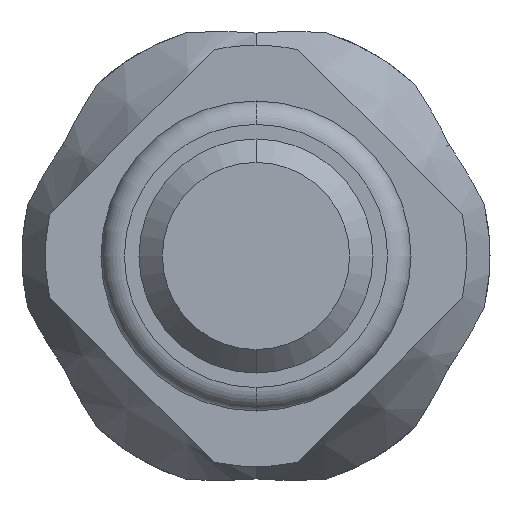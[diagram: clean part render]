
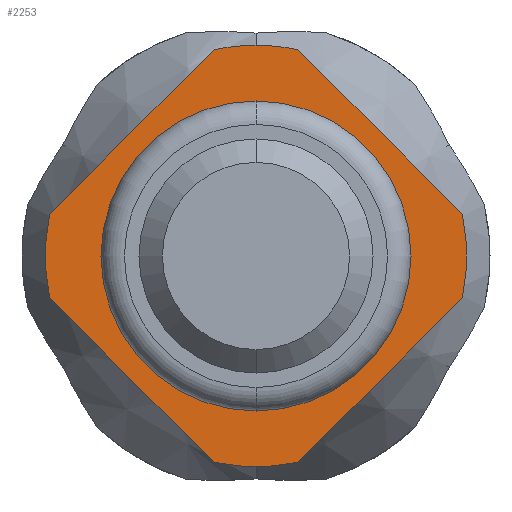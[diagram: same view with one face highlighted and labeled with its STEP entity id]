
A CAD part, front view. The second image highlights one B-rep face of the part: STEP entity #2253.
In plain terms, the highlighted planar face has unit normal (0, -1, 0).
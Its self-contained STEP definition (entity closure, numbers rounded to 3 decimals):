
#95 = CARTESIAN_POINT ( 'NONE',  ( -0.161, -2., -1.961 ) ) ;
#101 = DIRECTION ( 'NONE',  ( 0., 0., 1. ) ) ;
#142 = CIRCLE ( 'NONE', #1169, 1.8 ) ;
#282 = EDGE_CURVE ( 'Defeature ausgef�hrt2_16+Defeature ausgef�hrt2_0+Defeature ausgef�hrt2_4+Defeature ausgef�hrt2_3', #3826, #712, #1357, .T. ) ;
#290 = CARTESIAN_POINT ( 'NONE',  ( 0., -2., 0. ) ) ;
#293 = CARTESIAN_POINT ( 'NONE',  ( 1.764, -2., -0.357 ) ) ;
#379 = EDGE_CURVE ( 'Defeature ausgef�hrt2_18+Defeature ausgef�hrt2_0+Defeature ausgef�hrt2_2+Defeature ausgef�hrt2_1', #1436, #3806, #767, .T. ) ;
#442 = VECTOR ( 'NONE', #640, 1000. ) ;
#503 = VERTEX_POINT ( 'NONE', #1272 ) ;
#569 = DIRECTION ( 'NONE',  ( 0., 1., 0. ) ) ;
#630 = CARTESIAN_POINT ( 'NONE',  ( 0.357, -2., 1.764 ) ) ;
#640 = DIRECTION ( 'NONE',  ( -0.707, 0., -0.707 ) ) ;
#702 = LINE ( 'NONE', #2610, #442 ) ;
#712 = VERTEX_POINT ( 'NONE', #3495 ) ;
#747 = CARTESIAN_POINT ( 'NONE',  ( -0.357, -2., -1.764 ) ) ;
#763 = CARTESIAN_POINT ( 'NONE',  ( 0., -2., 0. ) ) ;
#767 = LINE ( 'NONE', #3729, #1468 ) ;
#773 = FACE_BOUND ( 'NONE', #1083, .T. ) ;
#874 = DIRECTION ( 'NONE',  ( 0., 0., 1. ) ) ;
#891 = DIRECTION ( 'NONE',  ( 0., 1., 0. ) ) ;
#899 = ORIENTED_EDGE ( 'NONE', *, *, #2317, .F. ) ;
#930 = PLANE ( 'NONE',  #2209 ) ;
#967 = DIRECTION ( 'NONE',  ( 0., 0., 1. ) ) ;
#1009 = ORIENTED_EDGE ( 'NONE', *, *, #4949, .F. ) ;
#1039 = FACE_OUTER_BOUND ( 'NONE', #4183, .T. ) ;
#1083 = EDGE_LOOP ( 'NONE', ( #2847, #3005 ) ) ;
#1169 = AXIS2_PLACEMENT_3D ( 'NONE', #290, #1888, #3149 ) ;
#1205 = DIRECTION ( 'NONE',  ( 0., 0., 1. ) ) ;
#1237 = CIRCLE ( 'NONE', #3253, 1.8 ) ;
#1272 = CARTESIAN_POINT ( 'NONE',  ( 0., -2., 1.8 ) ) ;
#1278 = CARTESIAN_POINT ( 'NONE',  ( 0., -2., 0. ) ) ;
#1357 = LINE ( 'NONE', #95, #3991 ) ;
#1436 = VERTEX_POINT ( 'NONE', #630 ) ;
#1468 = VECTOR ( 'NONE', #4570, 1000. ) ;
#1598 = AXIS2_PLACEMENT_3D ( 'NONE', #763, #2838, #1975 ) ;
#1733 = CIRCLE ( 'NONE', #5276, 1.8 ) ;
#1740 = VECTOR ( 'NONE', #4115, 1000. ) ;
#1834 = EDGE_CURVE ( 'Defeature ausgef�hrt2_0+Defeature ausgef�hrt2_12+Defeature ausgef�hrt2_12+Defeature ausgef�hrt2_12', #4330, #4919, #3307, .T. ) ;
#1888 = DIRECTION ( 'NONE',  ( 0., 1., 0. ) ) ;
#1970 = VERTEX_POINT ( 'NONE', #4096 ) ;
#1974 = CARTESIAN_POINT ( 'NONE',  ( 0., -2., 0. ) ) ;
#1975 = DIRECTION ( 'NONE',  ( 0., 0., 1. ) ) ;
#2085 = CARTESIAN_POINT ( 'NONE',  ( 0., -2., -1.325 ) ) ;
#2105 = CIRCLE ( 'NONE', #1598, 1.325 ) ;
#2164 = EDGE_CURVE ( 'Defeature ausgef�hrt2_0+Defeature ausgef�hrt2_12+Defeature ausgef�hrt2_12+Defeature ausgef�hrt2_12', #4919, #4330, #2105, .T. ) ;
#2169 = ORIENTED_EDGE ( 'NONE', *, *, #379, .F. ) ;
#2176 = CARTESIAN_POINT ( 'NONE',  ( 0.357, -2., -1.764 ) ) ;
#2209 = AXIS2_PLACEMENT_3D ( 'NONE', #3679, #891, #101 ) ;
#2224 = ORIENTED_EDGE ( 'NONE', *, *, #3244, .F. ) ;
#2236 = CARTESIAN_POINT ( 'NONE',  ( 0., -2., 0. ) ) ;
#2253 = ADVANCED_FACE ( 'Defeature ausgef�hrt2_0', ( #773, #1039 ), #930, .F. ) ;
#2317 = EDGE_CURVE ( 'Defeature ausgef�hrt2_2+Defeature ausgef�hrt2_0+Defeature ausgef�hrt2_17+Defeature ausgef�hrt2_18', #3048, #503, #4789, .T. ) ;
#2393 = CARTESIAN_POINT ( 'NONE',  ( 1.764, -2., 0.357 ) ) ;
#2509 = ORIENTED_EDGE ( 'NONE', *, *, #4155, .F. ) ;
#2610 = CARTESIAN_POINT ( 'NONE',  ( 1.961, -2., -0.161 ) ) ;
#2677 = AXIS2_PLACEMENT_3D ( 'NONE', #1278, #3333, #874 ) ;
#2746 = CARTESIAN_POINT ( 'NONE',  ( 0., -2., 0. ) ) ;
#2747 = DIRECTION ( 'NONE',  ( 0., 0., 1. ) ) ;
#2799 = DIRECTION ( 'NONE',  ( 0., 1., 0. ) ) ;
#2804 = EDGE_CURVE ( 'Defeature ausgef�hrt2_3+Defeature ausgef�hrt2_0+Defeature ausgef�hrt2_16+Defeature ausgef�hrt2_17', #712, #1970, #1237, .T. ) ;
#2838 = DIRECTION ( 'NONE',  ( 0., 1., 0. ) ) ;
#2847 = ORIENTED_EDGE ( 'NONE', *, *, #2164, .T. ) ;
#2952 = CARTESIAN_POINT ( 'NONE',  ( 0., -2., 0. ) ) ;
#2990 = CARTESIAN_POINT ( 'NONE',  ( 0., -2., 1.325 ) ) ;
#3005 = ORIENTED_EDGE ( 'NONE', *, *, #1834, .T. ) ;
#3007 = DIRECTION ( 'NONE',  ( 0., 1., 0. ) ) ;
#3048 = VERTEX_POINT ( 'NONE', #3936 ) ;
#3054 = AXIS2_PLACEMENT_3D ( 'NONE', #2952, #3007, #3337 ) ;
#3125 = VERTEX_POINT ( 'NONE', #293 ) ;
#3149 = DIRECTION ( 'NONE',  ( 0., 0., 1. ) ) ;
#3190 = ORIENTED_EDGE ( 'NONE', *, *, #3542, .F. ) ;
#3244 = EDGE_CURVE ( 'Defeature ausgef�hrt2_4+Defeature ausgef�hrt2_0+Defeature ausgef�hrt2_15+Defeature ausgef�hrt2_16', #4557, #3826, #1733, .T. ) ;
#3250 = ORIENTED_EDGE ( 'NONE', *, *, #282, .F. ) ;
#3253 = AXIS2_PLACEMENT_3D ( 'NONE', #2236, #569, #967 ) ;
#3284 = AXIS2_PLACEMENT_3D ( 'NONE', #2746, #3557, #1205 ) ;
#3307 = CIRCLE ( 'NONE', #3284, 1.325 ) ;
#3333 = DIRECTION ( 'NONE',  ( 0., 1., 0. ) ) ;
#3337 = DIRECTION ( 'NONE',  ( 0., 0., 1. ) ) ;
#3359 = CIRCLE ( 'NONE', #3054, 1.8 ) ;
#3495 = CARTESIAN_POINT ( 'NONE',  ( -1.764, -2., -0.357 ) ) ;
#3542 = EDGE_CURVE ( 'Defeature ausgef�hrt2_15+Defeature ausgef�hrt2_0+Defeature ausgef�hrt2_1+Defeature ausgef�hrt2_4', #3125, #4557, #702, .T. ) ;
#3557 = DIRECTION ( 'NONE',  ( 0., 1., 0. ) ) ;
#3672 = ORIENTED_EDGE ( 'NONE', *, *, #4359, .F. ) ;
#3679 = CARTESIAN_POINT ( 'NONE',  ( 1.8, -2., 0. ) ) ;
#3729 = CARTESIAN_POINT ( 'NONE',  ( 1.961, -2., 0.161 ) ) ;
#3806 = VERTEX_POINT ( 'NONE', #2393 ) ;
#3826 = VERTEX_POINT ( 'NONE', #747 ) ;
#3936 = CARTESIAN_POINT ( 'NONE',  ( -0.357, -2., 1.764 ) ) ;
#3991 = VECTOR ( 'NONE', #4513, 1000. ) ;
#4096 = CARTESIAN_POINT ( 'NONE',  ( -1.764, -2., 0.357 ) ) ;
#4115 = DIRECTION ( 'NONE',  ( 0.707, 0., 0.707 ) ) ;
#4155 = EDGE_CURVE ( 'Defeature ausgef�hrt2_1+Defeature ausgef�hrt2_0+Defeature ausgef�hrt2_18+Defeature ausgef�hrt2_15', #3806, #3125, #142, .T. ) ;
#4183 = EDGE_LOOP ( 'NONE', ( #2169, #1009, #899, #3672, #4740, #3250, #2224, #3190, #2509 ) ) ;
#4330 = VERTEX_POINT ( 'NONE', #2085 ) ;
#4359 = EDGE_CURVE ( 'Defeature ausgef�hrt2_17+Defeature ausgef�hrt2_0+Defeature ausgef�hrt2_3+Defeature ausgef�hrt2_2', #1970, #3048, #4725, .T. ) ;
#4513 = DIRECTION ( 'NONE',  ( -0.707, 0., 0.707 ) ) ;
#4557 = VERTEX_POINT ( 'NONE', #2176 ) ;
#4570 = DIRECTION ( 'NONE',  ( 0.707, 0., -0.707 ) ) ;
#4725 = LINE ( 'NONE', #4984, #1740 ) ;
#4740 = ORIENTED_EDGE ( 'NONE', *, *, #2804, .F. ) ;
#4789 = CIRCLE ( 'NONE', #2677, 1.8 ) ;
#4919 = VERTEX_POINT ( 'NONE', #2990 ) ;
#4949 = EDGE_CURVE ( 'Defeature ausgef�hrt2_2+Defeature ausgef�hrt2_0+Defeature ausgef�hrt2_17+Defeature ausgef�hrt2_18', #503, #1436, #3359, .T. ) ;
#4984 = CARTESIAN_POINT ( 'NONE',  ( -0.161, -2., 1.961 ) ) ;
#5276 = AXIS2_PLACEMENT_3D ( 'NONE', #1974, #2799, #2747 ) ;
